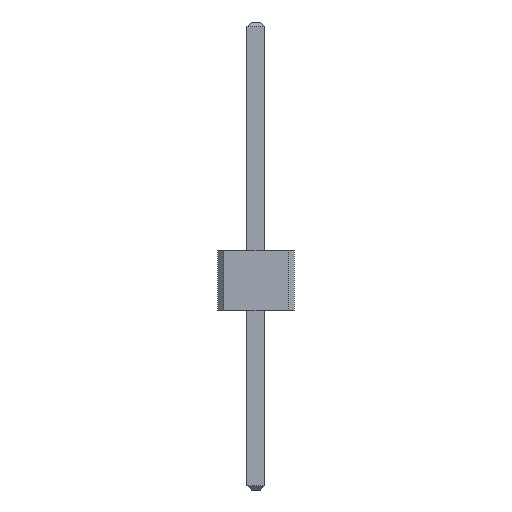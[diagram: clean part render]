
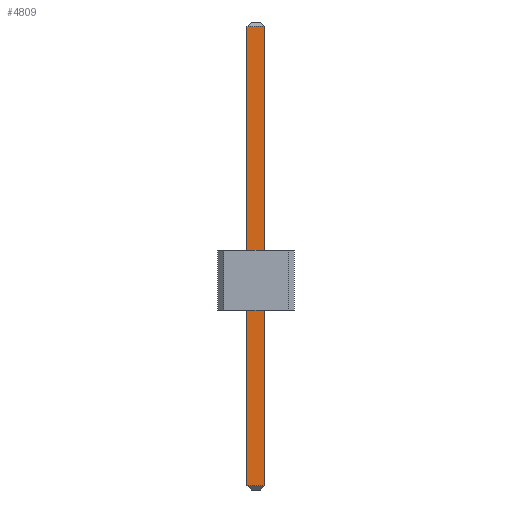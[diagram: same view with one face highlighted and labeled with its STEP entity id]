
A CAD part, front view. The second image highlights one B-rep face of the part: STEP entity #4809.
In plain terms, the highlighted planar face has unit normal (0, -1, 0).
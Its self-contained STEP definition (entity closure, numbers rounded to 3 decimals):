
#13=DIRECTION('',(0.,0.,1.));
#27=VECTOR('',#13,1.);
#67=DIRECTION('',(1.,0.,0.));
#2264=VECTOR('',#67,1.);
#2275=DIRECTION('',(0.,1.,0.));
#4786=EDGE_CURVE('',#4787,#4789,#4791,.T.);
#4787=VERTEX_POINT('',#4788);
#4788=CARTESIAN_POINT('',(-0.15,-38.15,-2.925));
#4789=VERTEX_POINT('',#4790);
#4790=CARTESIAN_POINT('',(-0.15,-38.15,4.725));
#4791=LINE('',#4792,#27);
#4792=CARTESIAN_POINT('',(-0.15,-38.15,-3.));
#4809=ADVANCED_FACE('',(#4810),#4827,.F.);
#4810=FACE_BOUND('',#4811,.F.);
#4811=EDGE_LOOP('',(#4812,#4820,#4823,#4824));
#4812=ORIENTED_EDGE('',*,*,#4813,.F.);
#4813=EDGE_CURVE('',#4814,#4816,#4818,.T.);
#4814=VERTEX_POINT('',#4815);
#4815=CARTESIAN_POINT('',(0.15,-38.15,-2.925));
#4816=VERTEX_POINT('',#4817);
#4817=CARTESIAN_POINT('',(0.15,-38.15,4.725));
#4818=LINE('',#4819,#27);
#4819=CARTESIAN_POINT('',(0.15,-38.15,-3.));
#4820=ORIENTED_EDGE('',*,*,#4821,.F.);
#4821=EDGE_CURVE('',#4787,#4814,#4822,.T.);
#4822=LINE('',#4788,#2264);
#4823=ORIENTED_EDGE('',*,*,#4786,.T.);
#4824=ORIENTED_EDGE('',*,*,#4825,.T.);
#4825=EDGE_CURVE('',#4789,#4816,#4826,.T.);
#4826=LINE('',#4790,#2264);
#4827=PLANE('',#4828);
#4828=AXIS2_PLACEMENT_3D('',#4792,#2275,#13);
